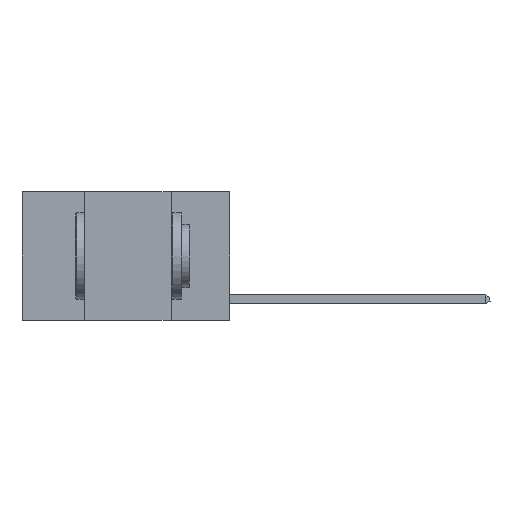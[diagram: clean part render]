
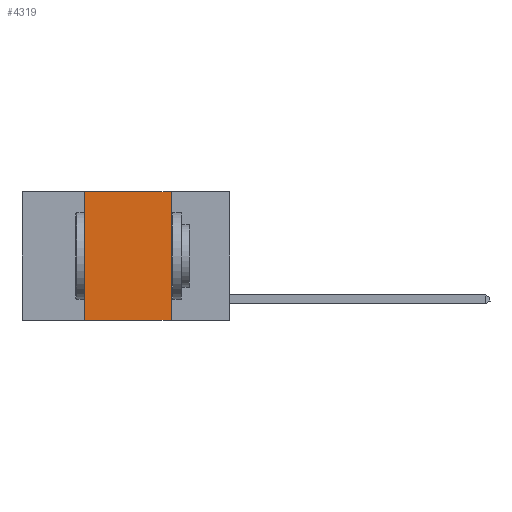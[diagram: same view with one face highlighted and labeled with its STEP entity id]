
A CAD part, left-side view. The second image highlights one B-rep face of the part: STEP entity #4319.
In plain terms, the highlighted planar face has unit normal (-1, 0, 0).
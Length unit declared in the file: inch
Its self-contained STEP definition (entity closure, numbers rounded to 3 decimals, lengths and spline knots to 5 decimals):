
#107 = VECTOR ( 'NONE', #5858, 39.37008 ) ;
#511 = VERTEX_POINT ( 'NONE', #1781 ) ;
#721 = EDGE_CURVE ( 'NONE', #11901, #6550, #11261, .T. ) ;
#975 = CARTESIAN_POINT ( 'NONE',  ( 0., 0.17, -0.37 ) ) ;
#1308 = CARTESIAN_POINT ( 'NONE',  ( 0., 0.42, 0. ) ) ;
#1781 = CARTESIAN_POINT ( 'NONE',  ( 0., 0.42, 0. ) ) ;
#1842 = CARTESIAN_POINT ( 'NONE',  ( 0., 0.17, 0. ) ) ;
#2113 = LINE ( 'NONE', #1842, #8845 ) ;
#2350 = VECTOR ( 'NONE', #8014, 39.37008 ) ;
#2759 = DIRECTION ( 'NONE',  ( 0., 0., -1. ) ) ;
#3337 = CARTESIAN_POINT ( 'NONE',  ( 0., 0.42, -0.37 ) ) ;
#3435 = ORIENTED_EDGE ( 'NONE', *, *, #7493, .F. ) ;
#3688 = EDGE_CURVE ( 'NONE', #511, #5293, #4953, .T. ) ;
#3884 = FACE_OUTER_BOUND ( 'NONE', #12063, .T. ) ;
#4319 = ADVANCED_FACE ( 'NONE', ( #3884 ), #9501, .F. ) ;
#4578 = CARTESIAN_POINT ( 'NONE',  ( 0., 0.17, 0. ) ) ;
#4643 = CARTESIAN_POINT ( 'NONE',  ( 0., 0.6, 0. ) ) ;
#4694 = DIRECTION ( 'NONE',  ( 0., -1., 0. ) ) ;
#4872 = CARTESIAN_POINT ( 'NONE',  ( 0., 0.6, -0.37 ) ) ;
#4953 = LINE ( 'NONE', #11372, #6310 ) ;
#5293 = VERTEX_POINT ( 'NONE', #4578 ) ;
#5701 = DIRECTION ( 'NONE',  ( 1., 0., 0. ) ) ;
#5858 = DIRECTION ( 'NONE',  ( 0., -1., 0. ) ) ;
#6310 = VECTOR ( 'NONE', #4694, 39.37008 ) ;
#6550 = VERTEX_POINT ( 'NONE', #975 ) ;
#6661 = DIRECTION ( 'NONE',  ( 0., 0., -1. ) ) ;
#7058 = EDGE_CURVE ( 'NONE', #11901, #511, #10091, .T. ) ;
#7493 = EDGE_CURVE ( 'NONE', #5293, #6550, #2113, .T. ) ;
#7688 = AXIS2_PLACEMENT_3D ( 'NONE', #4643, #5701, #6661 ) ;
#7987 = ORIENTED_EDGE ( 'NONE', *, *, #3688, .F. ) ;
#8014 = DIRECTION ( 'NONE',  ( 0., 0., 1. ) ) ;
#8311 = ORIENTED_EDGE ( 'NONE', *, *, #7058, .F. ) ;
#8845 = VECTOR ( 'NONE', #2759, 39.37008 ) ;
#9501 = PLANE ( 'NONE',  #7688 ) ;
#9989 = ORIENTED_EDGE ( 'NONE', *, *, #721, .T. ) ;
#10091 = LINE ( 'NONE', #1308, #2350 ) ;
#11261 = LINE ( 'NONE', #4872, #107 ) ;
#11372 = CARTESIAN_POINT ( 'NONE',  ( 0., 0.6, 0. ) ) ;
#11901 = VERTEX_POINT ( 'NONE', #3337 ) ;
#12063 = EDGE_LOOP ( 'NONE', ( #3435, #7987, #8311, #9989 ) ) ;
